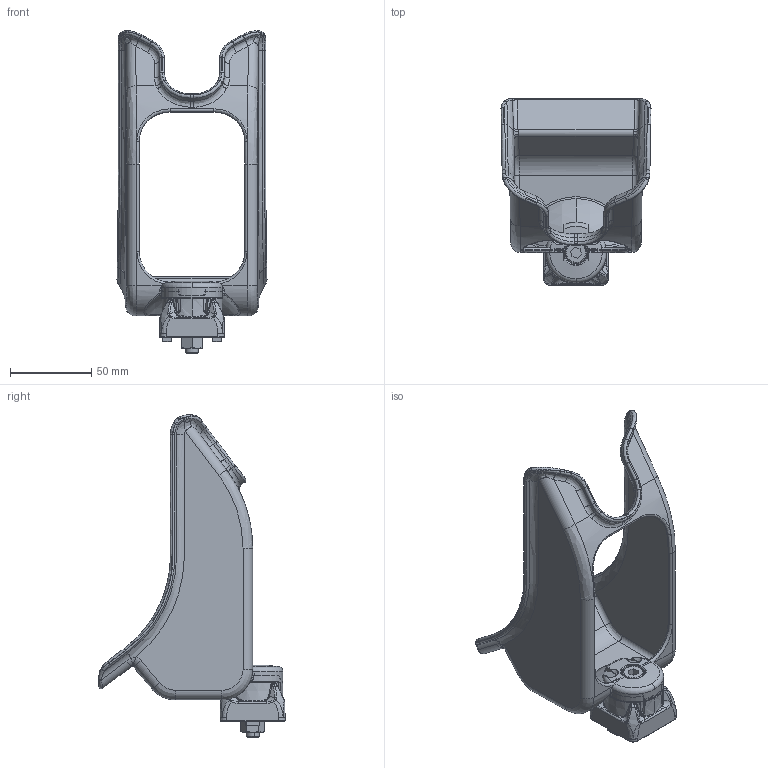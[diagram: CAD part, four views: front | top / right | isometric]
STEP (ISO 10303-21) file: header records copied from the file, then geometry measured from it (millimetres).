
FILE_DESCRIPTION (( 'STEP AP203' ), '1' );
FILE_NAME ('172503.step', '2025-08-14T18:08:33', ( '' ), ( '' ), 'SwSTEP 2.0', 'SolidWorks 2024', '' );
FILE_SCHEMA (( 'CONFIG_CONTROL_DESIGN' ));
Length unit declared in the file: millimetre
Products named in the file (1): 172503
Bounding box: 92.29 x 114.6 x 198.53 mm (x, y, z)
Volume: 141493.9 mm3; surface area: 85780.6 mm2
Topology: 7 solids, 7 shells, 2221 faces, 5205 edges, 2931 vertices
Faces by surface type: bspline 788, cylinder 528, plane 340, torus 235, sphere 171, cone 159
Entity records: 92053 total; most frequent: CARTESIAN_POINT 48329, ORIENTED_EDGE 10106, DIRECTION 8126, EDGE_CURVE 5053, AXIS2_PLACEMENT_3D 3455, VERTEX_POINT 2855, EDGE_LOOP 2244, ADVANCED_FACE 2221
